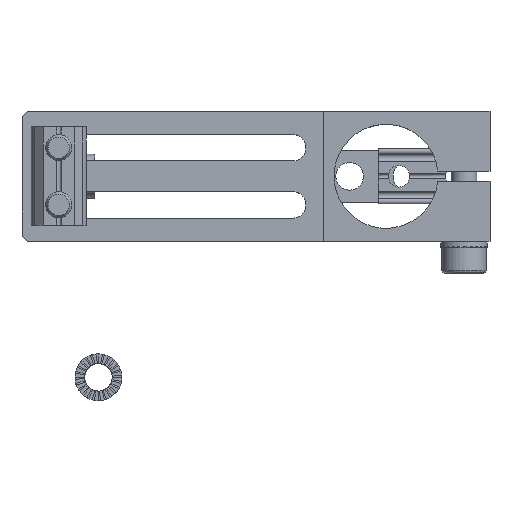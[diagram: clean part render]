
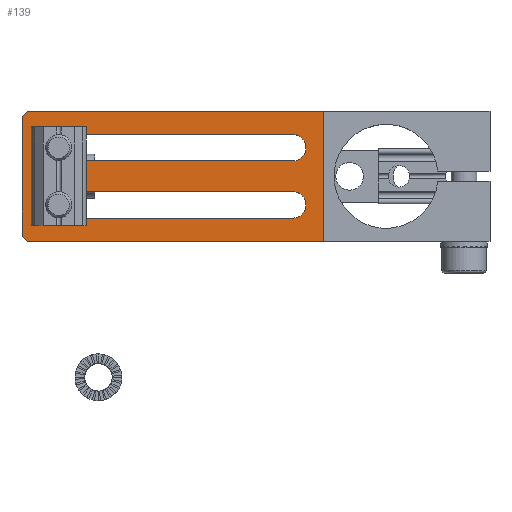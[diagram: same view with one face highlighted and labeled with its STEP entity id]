
A CAD part, top view. The second image highlights one B-rep face of the part: STEP entity #139.
In plain terms, the highlighted planar face has unit normal (0, 0, 1).
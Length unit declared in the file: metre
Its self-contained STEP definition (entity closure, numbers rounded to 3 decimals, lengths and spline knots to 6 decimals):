
#139 = ADVANCED_FACE( '', ( #250, #251, #252 ), #253, .T. );
#250 = FACE_BOUND( '', #378, .T. );
#251 = FACE_BOUND( '', #379, .T. );
#252 = FACE_OUTER_BOUND( '', #380, .T. );
#253 = PLANE( '', #381 );
#378 = EDGE_LOOP( '', ( #832, #833, #834, #835 ) );
#379 = EDGE_LOOP( '', ( #836, #837, #838, #839 ) );
#380 = EDGE_LOOP( '', ( #840, #841, #842, #843, #844, #845 ) );
#381 = AXIS2_PLACEMENT_3D( '', #846, #847, #848 );
#832 = ORIENTED_EDGE( '', *, *, #1533, .T. );
#833 = ORIENTED_EDGE( '', *, *, #1550, .T. );
#834 = ORIENTED_EDGE( '', *, *, #1538, .T. );
#835 = ORIENTED_EDGE( '', *, *, #1543, .T. );
#836 = ORIENTED_EDGE( '', *, *, #1483, .T. );
#837 = ORIENTED_EDGE( '', *, *, #1551, .T. );
#838 = ORIENTED_EDGE( '', *, *, #1513, .T. );
#839 = ORIENTED_EDGE( '', *, *, #1509, .T. );
#840 = ORIENTED_EDGE( '', *, *, #1494, .T. );
#841 = ORIENTED_EDGE( '', *, *, #1530, .F. );
#842 = ORIENTED_EDGE( '', *, *, #1552, .T. );
#843 = ORIENTED_EDGE( '', *, *, #1517, .F. );
#844 = ORIENTED_EDGE( '', *, *, #1505, .F. );
#845 = ORIENTED_EDGE( '', *, *, #1527, .F. );
#846 = CARTESIAN_POINT( '', ( -0.0105, 0.0129, 0.0056 ) );
#847 = DIRECTION( '', ( 0., 0., 1. ) );
#848 = DIRECTION( '', ( 1., 0., 0. ) );
#1483 = EDGE_CURVE( '', #2121, #2122, #2123, .T. );
#1494 = EDGE_CURVE( '', #2133, #2141, #2143, .T. );
#1505 = EDGE_CURVE( '', #2161, #2163, #2164, .T. );
#1509 = EDGE_CURVE( '', #2169, #2121, #2170, .F. );
#1513 = EDGE_CURVE( '', #2175, #2169, #2176, .T. );
#1517 = EDGE_CURVE( '', #2163, #2181, #2182, .F. );
#1527 = EDGE_CURVE( '', #2133, #2161, #2196, .T. );
#1530 = EDGE_CURVE( '', #2198, #2141, #2201, .F. );
#1533 = EDGE_CURVE( '', #2204, #2205, #2206, .F. );
#1538 = EDGE_CURVE( '', #2213, #2214, #2215, .F. );
#1543 = EDGE_CURVE( '', #2214, #2204, #2222, .T. );
#1550 = EDGE_CURVE( '', #2205, #2213, #2230, .T. );
#1551 = EDGE_CURVE( '', #2122, #2175, #2231, .F. );
#1552 = EDGE_CURVE( '', #2198, #2181, #2232, .T. );
#2121 = VERTEX_POINT( '', #4512 );
#2122 = VERTEX_POINT( '', #4513 );
#2123 = LINE( '', #4514, #4515 );
#2133 = VERTEX_POINT( '', #4528 );
#2141 = VERTEX_POINT( '', #4540 );
#2143 = LINE( '', #4543, #4544 );
#2161 = VERTEX_POINT( '', #4566 );
#2163 = VERTEX_POINT( '', #4569 );
#2164 = LINE( '', #4570, #4571 );
#2169 = VERTEX_POINT( '', #4578 );
#2170 = CIRCLE( '', #4579, 0.00255 );
#2175 = VERTEX_POINT( '', #4585 );
#2176 = LINE( '', #4586, #4587 );
#2181 = VERTEX_POINT( '', #4594 );
#2182 = LINE( '', #4595, #4596 );
#2196 = LINE( '', #4616, #4617 );
#2198 = VERTEX_POINT( '', #4619 );
#2201 = LINE( '', #4623, #4624 );
#2204 = VERTEX_POINT( '', #4628 );
#2205 = VERTEX_POINT( '', #4629 );
#2206 = CIRCLE( '', #4630, 0.00255 );
#2213 = VERTEX_POINT( '', #4639 );
#2214 = VERTEX_POINT( '', #4640 );
#2215 = CIRCLE( '', #4641, 0.00255 );
#2222 = LINE( '', #4650, #4651 );
#2230 = LINE( '', #4663, #4664 );
#2231 = CIRCLE( '', #4665, 0.00255 );
#2232 = LINE( '', #4666, #4667 );
#4512 = CARTESIAN_POINT( '', ( -0.01645, 0.00295, 0.0056 ) );
#4513 = CARTESIAN_POINT( '', ( -0.06145, 0.00295, 0.0056 ) );
#4514 = CARTESIAN_POINT( '', ( -0.06145, 0.00295, 0.0056 ) );
#4515 = VECTOR( '', #5428, 1. );
#4528 = CARTESIAN_POINT( '', ( -0.0105, 0.0125, 0.0056 ) );
#4540 = CARTESIAN_POINT( '', ( -0.0675, 0.0125, 0.0056 ) );
#4543 = CARTESIAN_POINT( '', ( 0.0175, 0.0125, 0.0056 ) );
#4544 = VECTOR( '', #5440, 1. );
#4566 = CARTESIAN_POINT( '', ( -0.0105, -0.0125, 0.0056 ) );
#4569 = CARTESIAN_POINT( '', ( -0.0675, -0.0125, 0.0056 ) );
#4570 = CARTESIAN_POINT( '', ( -0.0105, -0.0125, 0.0056 ) );
#4571 = VECTOR( '', #5455, 1. );
#4578 = CARTESIAN_POINT( '', ( -0.01645, 0.00805, 0.0056 ) );
#4579 = AXIS2_PLACEMENT_3D( '', #5458, #5459, #5460 );
#4585 = CARTESIAN_POINT( '', ( -0.06145, 0.00805, 0.0056 ) );
#4586 = CARTESIAN_POINT( '', ( -0.01645, 0.00805, 0.0056 ) );
#4587 = VECTOR( '', #5465, 1. );
#4594 = CARTESIAN_POINT( '', ( -0.0685, -0.0115, 0.0056 ) );
#4595 = CARTESIAN_POINT( '', ( -0.0675, -0.0125, 0.0056 ) );
#4596 = VECTOR( '', #5468, 1. );
#4616 = CARTESIAN_POINT( '', ( -0.0105, 0.0129, 0.0056 ) );
#4617 = VECTOR( '', #5478, 1. );
#4619 = CARTESIAN_POINT( '', ( -0.0685, 0.0115, 0.0056 ) );
#4623 = CARTESIAN_POINT( '', ( -0.0685, 0.0115, 0.0056 ) );
#4624 = VECTOR( '', #5480, 1. );
#4628 = CARTESIAN_POINT( '', ( -0.01645, -0.00295, 0.0056 ) );
#4629 = CARTESIAN_POINT( '', ( -0.01645, -0.00805, 0.0056 ) );
#4630 = AXIS2_PLACEMENT_3D( '', #5482, #5483, #5484 );
#4639 = CARTESIAN_POINT( '', ( -0.06145, -0.00805, 0.0056 ) );
#4640 = CARTESIAN_POINT( '', ( -0.06145, -0.00295, 0.0056 ) );
#4641 = AXIS2_PLACEMENT_3D( '', #5490, #5491, #5492 );
#4650 = CARTESIAN_POINT( '', ( -0.06145, -0.00295, 0.0056 ) );
#4651 = VECTOR( '', #5498, 1. );
#4663 = CARTESIAN_POINT( '', ( -0.06145, -0.00805, 0.0056 ) );
#4664 = VECTOR( '', #5503, 1. );
#4665 = AXIS2_PLACEMENT_3D( '', #5504, #5505, #5506 );
#4666 = CARTESIAN_POINT( '', ( -0.0685, 0.0129, 0.0056 ) );
#4667 = VECTOR( '', #5507, 1. );
#5428 = DIRECTION( '', ( -1., 0., 0. ) );
#5440 = DIRECTION( '', ( -1., 0., 0. ) );
#5455 = DIRECTION( '', ( -1., 0., 0. ) );
#5458 = CARTESIAN_POINT( '', ( -0.01645, 0.0055, 0.0056 ) );
#5459 = DIRECTION( '', ( 0., 0., 1. ) );
#5460 = DIRECTION( '', ( 1., 0., 0. ) );
#5465 = DIRECTION( '', ( 1., 0., 0. ) );
#5468 = DIRECTION( '', ( 0.707, -0.707, 0. ) );
#5478 = DIRECTION( '', ( 0., -1., 0. ) );
#5480 = DIRECTION( '', ( -0.707, -0.707, 0. ) );
#5482 = CARTESIAN_POINT( '', ( -0.01645, -0.0055, 0.0056 ) );
#5483 = DIRECTION( '', ( 0., 0., 1. ) );
#5484 = DIRECTION( '', ( 1., 0., 0. ) );
#5490 = CARTESIAN_POINT( '', ( -0.06145, -0.0055, 0.0056 ) );
#5491 = DIRECTION( '', ( 0., 0., 1. ) );
#5492 = DIRECTION( '', ( 1., 0., 0. ) );
#5498 = DIRECTION( '', ( 1., 0., 0. ) );
#5503 = DIRECTION( '', ( -1., 0., 0. ) );
#5504 = CARTESIAN_POINT( '', ( -0.06145, 0.0055, 0.0056 ) );
#5505 = DIRECTION( '', ( 0., 0., 1. ) );
#5506 = DIRECTION( '', ( 1., 0., 0. ) );
#5507 = DIRECTION( '', ( 0., -1., 0. ) );
